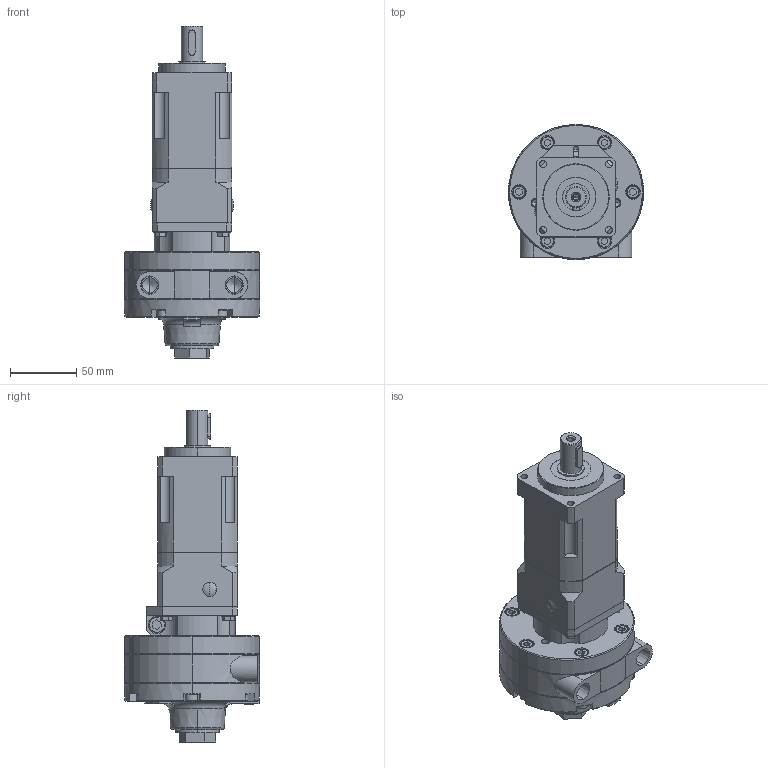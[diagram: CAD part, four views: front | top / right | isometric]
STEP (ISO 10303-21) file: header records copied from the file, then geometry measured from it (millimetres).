
FILE_DESCRIPTION (( 'STEP AP214' ), '1' );
FILE_NAME ('PV20-0620 rev1.STEP', '2014-10-20T18:29:34', ( '' ), ( '' ), 'SwSTEP 2.0', 'SolidWorks 2014', '' );
FILE_SCHEMA (( 'AUTOMOTIVE_DESIGN' ));
Length unit declared in the file: inch
Products named in the file (9): #10 Hex-Washer Screw; 5-16 x 3-4in SHCS; Gast 2AM; 1-4 x 0.5 Filister screw; 1-4 x 1in SHCS; 2AM-1; Coupler PV40-061; 0620 inch output; PV20-0620 rev1
Assembly tree (21 placements, depth 3):
  PV20-0620 rev1
    0620 inch output
    Coupler PV40-061
    Gast 2AM
      2AM-1
      1-4 x 1in SHCS  x6
      1-4 x 0.5 Filister screw  x6
    5-16 x 3-4in SHCS
    #10 Hex-Washer Screw  x4
Bounding box: 101.6 x 101.6 x 249.74 mm (x, y, z)
Volume: 874517.7 mm3; surface area: 121920.2 mm2
Topology: 20 solids, 20 shells, 857 faces, 2081 edges, 1330 vertices
Faces by surface type: plane 352, cylinder 255, cone 185, torus 53, bspline 6, sphere 6
Entity records: 18975 total; most frequent: CARTESIAN_POINT 4037, DIRECTION 2862, ORIENTED_EDGE 2590, EDGE_CURVE 1295, AXIS2_PLACEMENT_3D 1112, VERTEX_POINT 846, VECTOR 638, LINE 638
